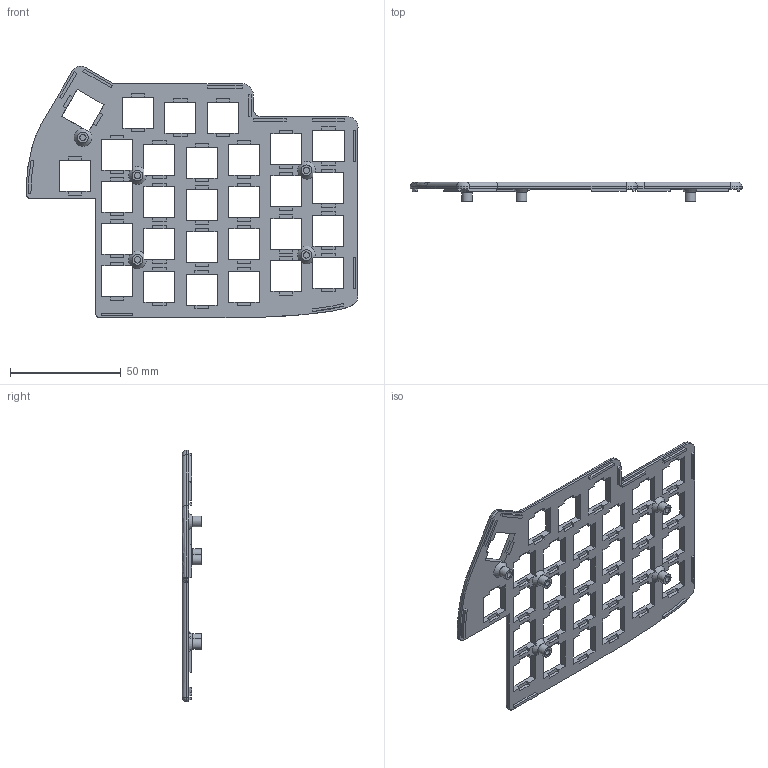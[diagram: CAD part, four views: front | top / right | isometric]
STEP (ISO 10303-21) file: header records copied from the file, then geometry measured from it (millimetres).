
FILE_DESCRIPTION(/* description */ (''),/* implementation_level */ '2;1');
FILE_NAME(/* name */ 'Lily58 Case Cherry V3 - Top.step',/* time_stamp */ '2024-02-25T20:12:47-03:00',/* author */ (''),/* organization */ (''),/* preprocessor_version */ 'ST-DEVELOPER v20',/* originating_system */ 'Autodesk Translation Framework v12.14.0.127',/* authorisation */ '');
FILE_SCHEMA (('AUTOMOTIVE_DESIGN { 1 0 10303 214 3 1 1 }'));
Length unit declared in the file: millimetre
Products named in the file (1): Lily58 alt case_Case Cherry V3
Bounding box: 149.72 x 8.8 x 113.55 mm (x, y, z)
Volume: 21876.7 mm3; surface area: 22018.8 mm2
Topology: 1 solids, 1 shells, 471 faces, 1349 edges, 892 vertices
Faces by surface type: plane 426, cylinder 26, bspline 8, cone 5, torus 4, sphere 2
Full cylindrical faces by diameter (mm): 2.8 x5, 4.8 x5
Entity records: 15619 total; most frequent: CARTESIAN_POINT 3216, ORIENTED_EDGE 2696, DIRECTION 2311, EDGE_CURVE 1348, LINE 1231, VECTOR 1231, VERTEX_POINT 892, EDGE_LOOP 542
